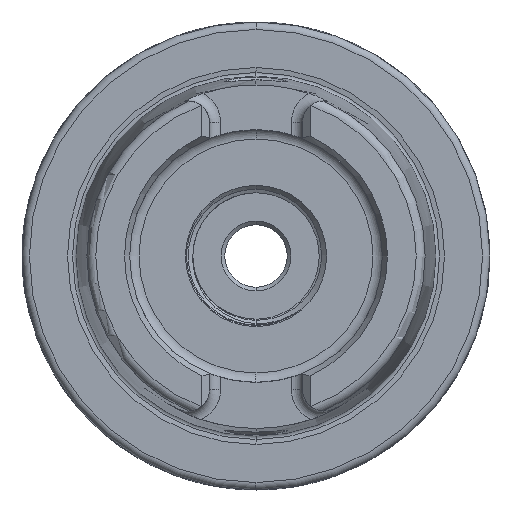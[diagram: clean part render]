
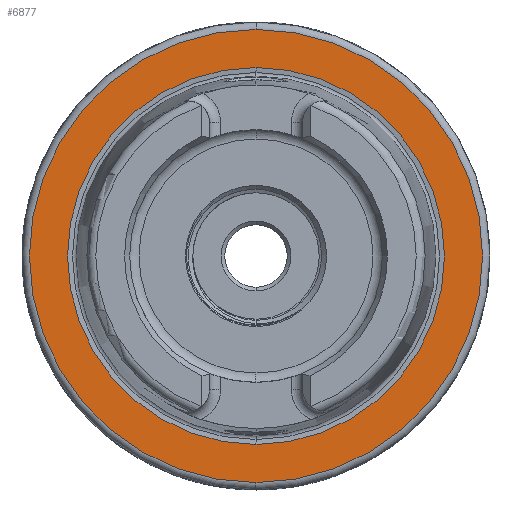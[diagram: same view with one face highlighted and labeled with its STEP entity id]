
A CAD part, left-side view. The second image highlights one B-rep face of the part: STEP entity #6877.
In plain terms, the highlighted planar face has unit normal (-1, 0, 0).
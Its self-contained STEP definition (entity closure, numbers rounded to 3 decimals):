
#1724 = AXIS2_PLACEMENT_3D ( 'NONE', #10513, #10514, #10515 ) ;
#1735 = AXIS2_PLACEMENT_3D ( 'NONE', #10510, #10511, #10512 ) ;
#4284 = CARTESIAN_POINT ( 'NONE',  ( 0., 0., 25.369 ) ) ;
#4337 = CARTESIAN_POINT ( 'NONE',  ( 0., 0., -25.369 ) ) ;
#4474 = CARTESIAN_POINT ( 'NONE',  ( 0., 0., -30.5 ) ) ;
#4480 = CARTESIAN_POINT ( 'NONE',  ( 0., 0., 30.5 ) ) ;
#5466 = EDGE_LOOP ( 'NONE', ( #5913, #5912 ) ) ;
#5470 = EDGE_LOOP ( 'NONE', ( #5910, #5911 ) ) ;
#5910 = ORIENTED_EDGE ( 'NONE', *, *, #6247, .T. ) ;
#5911 = ORIENTED_EDGE ( 'NONE', *, *, #6579, .T. ) ;
#5912 = ORIENTED_EDGE ( 'NONE', *, *, #6578, .T. ) ;
#5913 = ORIENTED_EDGE ( 'NONE', *, *, #6146, .T. ) ;
#6146 = EDGE_CURVE ( 'NONE', #18504, #18557, #22201, .T. ) ;
#6247 = EDGE_CURVE ( 'NONE', #21857, #21851, #22216, .T. ) ;
#6578 = EDGE_CURVE ( 'NONE', #18557, #18504, #22301, .T. ) ;
#6579 = EDGE_CURVE ( 'NONE', #21851, #21857, #22302, .T. ) ;
#6877 = ADVANCED_FACE ( 'NONE', ( #17641, #17645 ), #8897, .T. ) ;
#7170 = AXIS2_PLACEMENT_3D ( 'NONE', #19047, #19048, #19049 ) ;
#8897 = PLANE ( 'NONE',  #17647 ) ;
#8898 = CARTESIAN_POINT ( 'NONE',  ( 0., 25.369, 0. ) ) ;
#8899 = DIRECTION ( 'NONE',  ( -1., 0., 0. ) ) ;
#8900 = DIRECTION ( 'NONE',  ( 0., 0., 1. ) ) ;
#10510 = CARTESIAN_POINT ( 'NONE',  ( 0., 0., 0. ) ) ;
#10511 = DIRECTION ( 'NONE',  ( 1., 0., 0. ) ) ;
#10512 = DIRECTION ( 'NONE',  ( 0., 0., -1. ) ) ;
#10513 = CARTESIAN_POINT ( 'NONE',  ( 0., 0., 0. ) ) ;
#10514 = DIRECTION ( 'NONE',  ( -1., 0., 0. ) ) ;
#10515 = DIRECTION ( 'NONE',  ( 0., 0., 1. ) ) ;
#17641 = FACE_OUTER_BOUND ( 'NONE', #5470, .T. ) ;
#17645 = FACE_BOUND ( 'NONE', #5466, .T. ) ;
#17647 = AXIS2_PLACEMENT_3D ( 'NONE', #8898, #8899, #8900 ) ;
#18186 = CARTESIAN_POINT ( 'NONE',  ( 0., 0., 0. ) ) ;
#18187 = DIRECTION ( 'NONE',  ( 1., 0., 0. ) ) ;
#18188 = DIRECTION ( 'NONE',  ( 0., 0., -1. ) ) ;
#18504 = VERTEX_POINT ( 'NONE', #4284 ) ;
#18557 = VERTEX_POINT ( 'NONE', #4337 ) ;
#19047 = CARTESIAN_POINT ( 'NONE',  ( 0., 0., 0. ) ) ;
#19048 = DIRECTION ( 'NONE',  ( -1., 0., 0. ) ) ;
#19049 = DIRECTION ( 'NONE',  ( 0., 0., 1. ) ) ;
#19563 = AXIS2_PLACEMENT_3D ( 'NONE', #18186, #18187, #18188 ) ;
#21851 = VERTEX_POINT ( 'NONE', #4474 ) ;
#21857 = VERTEX_POINT ( 'NONE', #4480 ) ;
#22201 = CIRCLE ( 'NONE', #19563, 25.369 ) ;
#22216 = CIRCLE ( 'NONE', #7170, 30.5 ) ;
#22301 = CIRCLE ( 'NONE', #1735, 25.369 ) ;
#22302 = CIRCLE ( 'NONE', #1724, 30.5 ) ;
